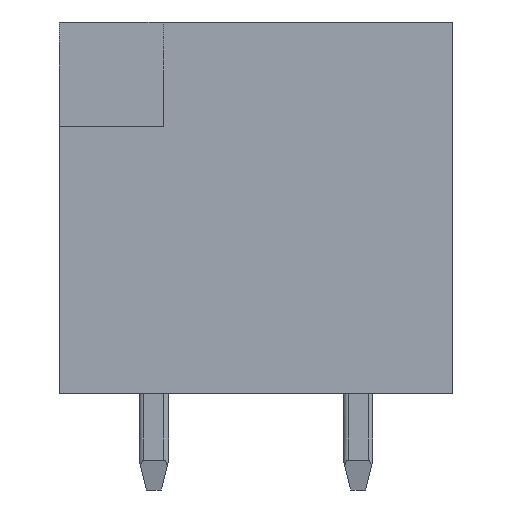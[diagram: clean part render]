
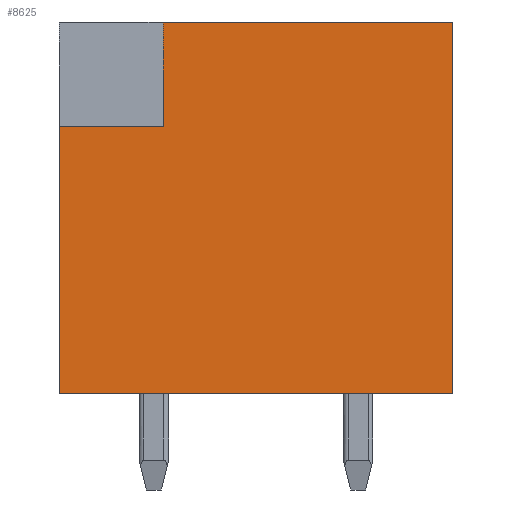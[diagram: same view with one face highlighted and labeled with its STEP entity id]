
A CAD part, left-side view. The second image highlights one B-rep face of the part: STEP entity #8625.
In plain terms, the highlighted planar face has unit normal (-1, 0, 0).
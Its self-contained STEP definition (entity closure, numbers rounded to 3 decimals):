
#9=DIRECTION('',(0.,1.,0.));
#10=VECTOR('',#9,10.6);
#11=CARTESIAN_POINT('',(-14.4,-5.3,-6.3));
#12=LINE('',#11,#10);
#1142=DIRECTION('',(0.,1.,0.));
#1143=VECTOR('',#1142,7.8);
#1144=CARTESIAN_POINT('',(-14.4,-5.3,3.7));
#1145=LINE('',#1144,#1143);
#3338=DIRECTION('',(0.,-1.,0.));
#3339=VECTOR('',#3338,2.8);
#3340=CARTESIAN_POINT('',(-14.4,5.3,0.9));
#3341=LINE('',#3340,#3339);
#3342=DIRECTION('',(0.,0.,-1.));
#3343=VECTOR('',#3342,2.8);
#3344=CARTESIAN_POINT('',(-14.4,2.5,3.7));
#3345=LINE('',#3344,#3343);
#3346=DIRECTION('',(0.,0.,-1.));
#3347=VECTOR('',#3346,10.);
#3348=CARTESIAN_POINT('',(-14.4,-5.3,3.7));
#3349=LINE('',#3348,#3347);
#3354=DIRECTION('',(0.,0.,-1.));
#3355=VECTOR('',#3354,7.2);
#3356=CARTESIAN_POINT('',(-14.4,5.3,0.9));
#3357=LINE('',#3356,#3355);
#4261=CARTESIAN_POINT('',(-14.4,-5.3,-6.3));
#4262=CARTESIAN_POINT('',(-14.4,5.3,-6.3));
#4263=VERTEX_POINT('',#4261);
#4264=VERTEX_POINT('',#4262);
#4265=CARTESIAN_POINT('',(-14.4,-5.3,3.7));
#4266=VERTEX_POINT('',#4265);
#4301=CARTESIAN_POINT('',(-14.4,2.5,0.9));
#4302=VERTEX_POINT('',#4301);
#4305=CARTESIAN_POINT('',(-14.4,5.3,0.9));
#4306=VERTEX_POINT('',#4305);
#4309=CARTESIAN_POINT('',(-14.4,2.5,3.7));
#4310=VERTEX_POINT('',#4309);
#8611=CARTESIAN_POINT('',(-14.4,-5.3,3.7));
#8612=DIRECTION('',(1.,0.,0.));
#8613=DIRECTION('',(0.,1.,0.));
#8614=AXIS2_PLACEMENT_3D('',#8611,#8612,#8613);
#8615=PLANE('',#8614);
#8616=ORIENTED_EDGE('',*,*,#8591,.T.);
#8617=ORIENTED_EDGE('',*,*,#8606,.F.);
#8618=ORIENTED_EDGE('',*,*,#5402,.F.);
#8619=ORIENTED_EDGE('',*,*,#4318,.T.);
#8620=ORIENTED_EDGE('',*,*,#4334,.T.);
#8622=ORIENTED_EDGE('',*,*,#8621,.F.);
#8623=EDGE_LOOP('',(#8616,#8617,#8618,#8619,#8620,#8622));
#8624=FACE_OUTER_BOUND('',#8623,.F.);
#8625=ADVANCED_FACE('',(#8624),#8615,.F.);
#4318=EDGE_CURVE('',#4266,#4263,#3349,.T.);
#4334=EDGE_CURVE('',#4263,#4264,#12,.T.);
#5402=EDGE_CURVE('',#4266,#4310,#1145,.T.);
#8591=EDGE_CURVE('',#4306,#4302,#3341,.T.);
#8606=EDGE_CURVE('',#4310,#4302,#3345,.T.);
#8621=EDGE_CURVE('',#4306,#4264,#3357,.T.);
